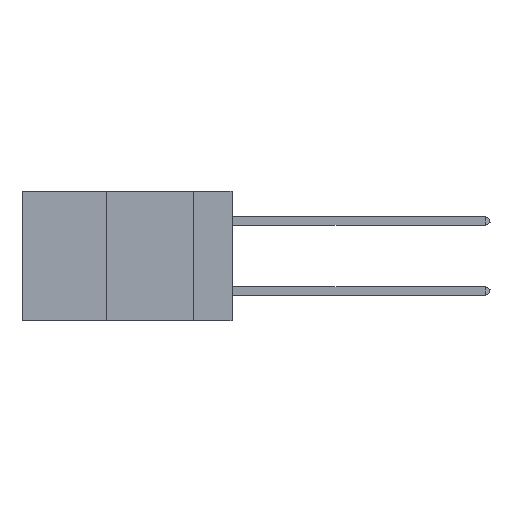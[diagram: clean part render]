
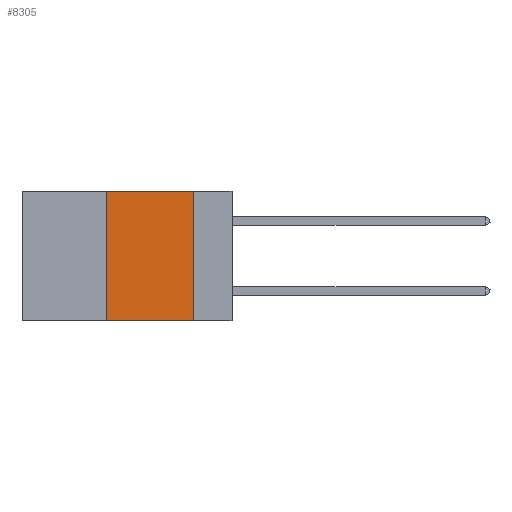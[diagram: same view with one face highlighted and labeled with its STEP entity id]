
A CAD part, left-side view. The second image highlights one B-rep face of the part: STEP entity #8305.
In plain terms, the highlighted planar face has unit normal (-1, 0, 0).
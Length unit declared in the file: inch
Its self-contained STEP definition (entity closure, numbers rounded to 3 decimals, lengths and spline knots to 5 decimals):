
#1189 = DIRECTION ( 'NONE',  ( 0., -1., 0. ) ) ;
#1263 = LINE ( 'NONE', #4760, #15863 ) ;
#1270 = DIRECTION ( 'NONE',  ( 0., 0., -1. ) ) ;
#2968 = ORIENTED_EDGE ( 'NONE', *, *, #28704, .F. ) ;
#4760 = CARTESIAN_POINT ( 'NONE',  ( 0., 0.6, 0. ) ) ;
#5346 = AXIS2_PLACEMENT_3D ( 'NONE', #10118, #40177, #36265 ) ;
#5839 = EDGE_CURVE ( 'NONE', #21662, #23551, #31222, .T. ) ;
#8305 = ADVANCED_FACE ( 'NONE', ( #13996 ), #9953, .F. ) ;
#9953 = PLANE ( 'NONE',  #5346 ) ;
#10118 = CARTESIAN_POINT ( 'NONE',  ( 0., 0.6, 0. ) ) ;
#10451 = CARTESIAN_POINT ( 'NONE',  ( 0., 0.11, -0.37 ) ) ;
#10570 = LINE ( 'NONE', #42105, #11754 ) ;
#11754 = VECTOR ( 'NONE', #19651, 39.37008 ) ;
#12468 = LINE ( 'NONE', #45336, #13070 ) ;
#13070 = VECTOR ( 'NONE', #30067, 39.37008 ) ;
#13996 = FACE_OUTER_BOUND ( 'NONE', #15355, .T. ) ;
#15355 = EDGE_LOOP ( 'NONE', ( #44385, #2968, #37498, #34970 ) ) ;
#15863 = VECTOR ( 'NONE', #1189, 39.37008 ) ;
#16963 = CARTESIAN_POINT ( 'NONE',  ( 0., 0.36, 0. ) ) ;
#19651 = DIRECTION ( 'NONE',  ( 0., -1., 0. ) ) ;
#20382 = CARTESIAN_POINT ( 'NONE',  ( 0., 0.11, 0. ) ) ;
#21662 = VERTEX_POINT ( 'NONE', #32980 ) ;
#23551 = VERTEX_POINT ( 'NONE', #10451 ) ;
#24905 = VERTEX_POINT ( 'NONE', #48197 ) ;
#28704 = EDGE_CURVE ( 'NONE', #32755, #21662, #1263, .T. ) ;
#30067 = DIRECTION ( 'NONE',  ( 0., 0., 1. ) ) ;
#31222 = LINE ( 'NONE', #20382, #47122 ) ;
#32755 = VERTEX_POINT ( 'NONE', #16963 ) ;
#32980 = CARTESIAN_POINT ( 'NONE',  ( 0., 0.11, 0. ) ) ;
#34970 = ORIENTED_EDGE ( 'NONE', *, *, #37957, .T. ) ;
#36265 = DIRECTION ( 'NONE',  ( 0., 0., -1. ) ) ;
#36622 = EDGE_CURVE ( 'NONE', #24905, #32755, #12468, .T. ) ;
#37498 = ORIENTED_EDGE ( 'NONE', *, *, #36622, .F. ) ;
#37957 = EDGE_CURVE ( 'NONE', #24905, #23551, #10570, .T. ) ;
#40177 = DIRECTION ( 'NONE',  ( 1., 0., 0. ) ) ;
#42105 = CARTESIAN_POINT ( 'NONE',  ( 0., 0.6, -0.37 ) ) ;
#44385 = ORIENTED_EDGE ( 'NONE', *, *, #5839, .F. ) ;
#45336 = CARTESIAN_POINT ( 'NONE',  ( 0., 0.36, 0. ) ) ;
#47122 = VECTOR ( 'NONE', #1270, 39.37008 ) ;
#48197 = CARTESIAN_POINT ( 'NONE',  ( 0., 0.36, -0.37 ) ) ;
